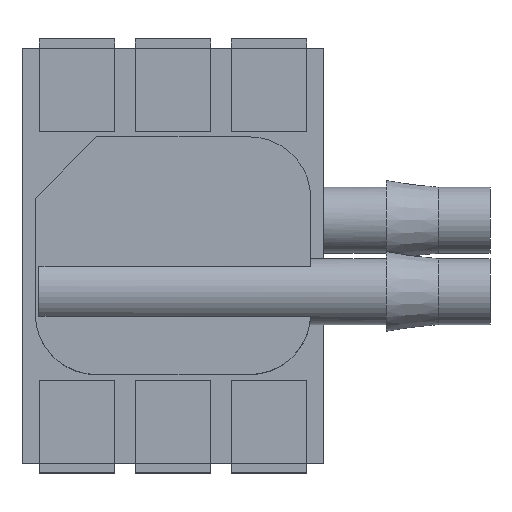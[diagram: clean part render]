
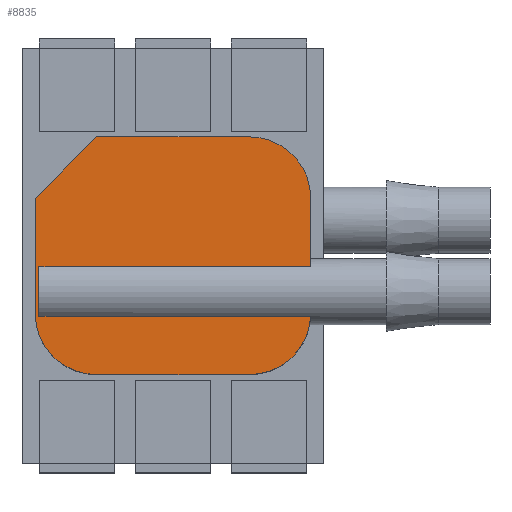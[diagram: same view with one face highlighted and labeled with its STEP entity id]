
A CAD part, top view. The second image highlights one B-rep face of the part: STEP entity #8835.
In plain terms, the highlighted planar face has unit normal (0, 0, 1).
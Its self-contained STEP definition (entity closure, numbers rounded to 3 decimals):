
#8673 = EDGE_CURVE('',#8674,#8676,#8678,.T.);
#8674 = VERTEX_POINT('',#8675);
#8675 = CARTESIAN_POINT('',(3.65,-0.29,2.48));
#8676 = VERTEX_POINT('',#8677);
#8677 = CARTESIAN_POINT('',(-3.55,-0.29,2.48));
#8678 = LINE('',#8679,#8680);
#8679 = CARTESIAN_POINT('',(-3.55,-0.29,2.48));
#8680 = VECTOR('',#8681,1.);
#8681 = DIRECTION('',(-1.,0.,0.));
#8684 = VERTEX_POINT('',#8685);
#8685 = CARTESIAN_POINT('',(-3.55,-1.61,2.48));
#8692 = EDGE_CURVE('',#8693,#8684,#8695,.T.);
#8693 = VERTEX_POINT('',#8694);
#8694 = CARTESIAN_POINT('',(3.648,-1.61,2.48));
#8695 = LINE('',#8696,#8697);
#8696 = CARTESIAN_POINT('',(-3.55,-1.61,2.48));
#8697 = VECTOR('',#8698,1.);
#8698 = DIRECTION('',(-1.,0.,0.));
#8810 = VERTEX_POINT('',#8811);
#8811 = CARTESIAN_POINT('',(3.65,1.525,2.48));
#8817 = EDGE_CURVE('',#8810,#8674,#8818,.T.);
#8818 = LINE('',#8819,#8820);
#8819 = CARTESIAN_POINT('',(3.65,1.525,2.48));
#8820 = VECTOR('',#8821,1.);
#8821 = DIRECTION('',(0.,-1.,0.));
#8835 = ADVANCED_FACE('',(#8836),#8904,.F.);
#8836 = FACE_BOUND('',#8837,.F.);
#8837 = EDGE_LOOP('',(#8838,#8847,#8855,#8864,#8872,#8880,#8888,#8895,
    #8896,#8897,#8903));
#8838 = ORIENTED_EDGE('',*,*,#8839,.F.);
#8839 = EDGE_CURVE('',#8840,#8693,#8842,.T.);
#8840 = VERTEX_POINT('',#8841);
#8841 = CARTESIAN_POINT('',(2.025,-3.15,2.48));
#8842 = CIRCLE('',#8843,1.625);
#8843 = AXIS2_PLACEMENT_3D('',#8844,#8845,#8846);
#8844 = CARTESIAN_POINT('',(2.025,-1.525,2.48));
#8845 = DIRECTION('',(0.,0.,1.));
#8846 = DIRECTION('',(-1.,0.,0.));
#8847 = ORIENTED_EDGE('',*,*,#8848,.T.);
#8848 = EDGE_CURVE('',#8840,#8849,#8851,.T.);
#8849 = VERTEX_POINT('',#8850);
#8850 = CARTESIAN_POINT('',(-2.025,-3.15,2.48));
#8851 = LINE('',#8852,#8853);
#8852 = CARTESIAN_POINT('',(2.025,-3.15,2.48));
#8853 = VECTOR('',#8854,1.);
#8854 = DIRECTION('',(-1.,0.,0.));
#8855 = ORIENTED_EDGE('',*,*,#8856,.F.);
#8856 = EDGE_CURVE('',#8857,#8849,#8859,.T.);
#8857 = VERTEX_POINT('',#8858);
#8858 = CARTESIAN_POINT('',(-3.65,-1.525,2.48));
#8859 = CIRCLE('',#8860,1.625);
#8860 = AXIS2_PLACEMENT_3D('',#8861,#8862,#8863);
#8861 = CARTESIAN_POINT('',(-2.025,-1.525,2.48));
#8862 = DIRECTION('',(0.,0.,1.));
#8863 = DIRECTION('',(-1.,0.,0.));
#8864 = ORIENTED_EDGE('',*,*,#8865,.T.);
#8865 = EDGE_CURVE('',#8857,#8866,#8868,.T.);
#8866 = VERTEX_POINT('',#8867);
#8867 = CARTESIAN_POINT('',(-3.65,1.525,2.48));
#8868 = LINE('',#8869,#8870);
#8869 = CARTESIAN_POINT('',(-3.65,-1.525,2.48));
#8870 = VECTOR('',#8871,1.);
#8871 = DIRECTION('',(0.,1.,0.));
#8872 = ORIENTED_EDGE('',*,*,#8873,.F.);
#8873 = EDGE_CURVE('',#8874,#8866,#8876,.T.);
#8874 = VERTEX_POINT('',#8875);
#8875 = CARTESIAN_POINT('',(-2.025,3.15,2.48));
#8876 = LINE('',#8877,#8878);
#8877 = CARTESIAN_POINT('',(-2.025,3.15,2.48));
#8878 = VECTOR('',#8879,1.);
#8879 = DIRECTION('',(-0.707,-0.707,0.));
#8880 = ORIENTED_EDGE('',*,*,#8881,.T.);
#8881 = EDGE_CURVE('',#8874,#8882,#8884,.T.);
#8882 = VERTEX_POINT('',#8883);
#8883 = CARTESIAN_POINT('',(2.025,3.15,2.48));
#8884 = LINE('',#8885,#8886);
#8885 = CARTESIAN_POINT('',(-2.025,3.15,2.48));
#8886 = VECTOR('',#8887,1.);
#8887 = DIRECTION('',(1.,0.,0.));
#8888 = ORIENTED_EDGE('',*,*,#8889,.F.);
#8889 = EDGE_CURVE('',#8810,#8882,#8890,.T.);
#8890 = CIRCLE('',#8891,1.625);
#8891 = AXIS2_PLACEMENT_3D('',#8892,#8893,#8894);
#8892 = CARTESIAN_POINT('',(2.025,1.525,2.48));
#8893 = DIRECTION('',(0.,0.,1.));
#8894 = DIRECTION('',(-1.,0.,0.));
#8895 = ORIENTED_EDGE('',*,*,#8817,.T.);
#8896 = ORIENTED_EDGE('',*,*,#8673,.T.);
#8897 = ORIENTED_EDGE('',*,*,#8898,.T.);
#8898 = EDGE_CURVE('',#8676,#8684,#8899,.T.);
#8899 = LINE('',#8900,#8901);
#8900 = CARTESIAN_POINT('',(-3.55,-0.475,2.48));
#8901 = VECTOR('',#8902,1.);
#8902 = DIRECTION('',(0.,-1.,0.));
#8903 = ORIENTED_EDGE('',*,*,#8692,.F.);
#8904 = PLANE('',#8905);
#8905 = AXIS2_PLACEMENT_3D('',#8906,#8907,#8908);
#8906 = CARTESIAN_POINT('',(0.,0.,2.48));
#8907 = DIRECTION('',(0.,0.,-1.));
#8908 = DIRECTION('',(1.,0.,0.));
